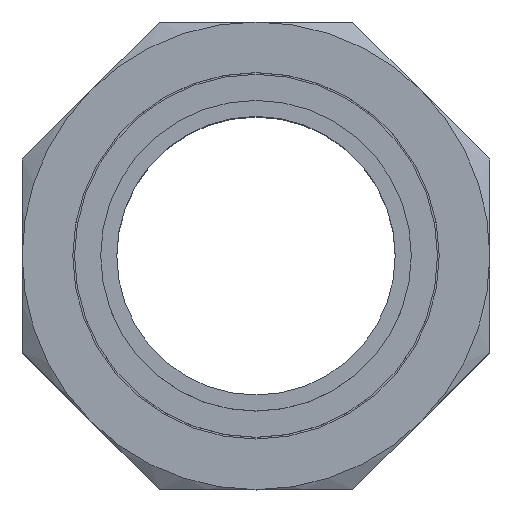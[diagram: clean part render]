
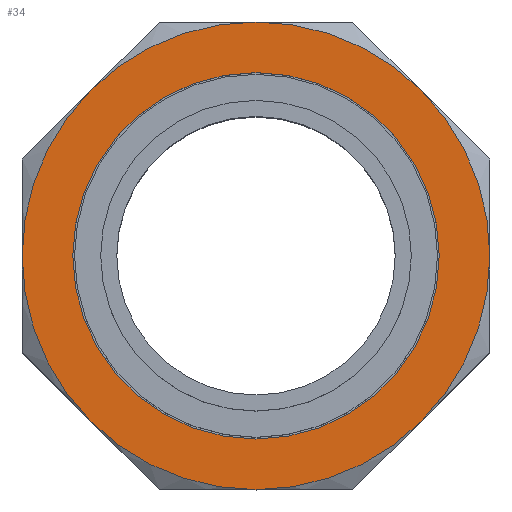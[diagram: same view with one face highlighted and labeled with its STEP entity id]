
A CAD part, top view. The second image highlights one B-rep face of the part: STEP entity #34.
In plain terms, the highlighted planar face has unit normal (0, 0, 1).
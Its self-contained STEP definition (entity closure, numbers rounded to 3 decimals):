
#4 = EDGE_LOOP ( 'NONE', ( #5, #6 ) ) ;
#5 = ORIENTED_EDGE ( 'NONE', *, *, #33, .F. ) ;
#6 = ORIENTED_EDGE ( 'NONE', *, *, #2317, .F. ) ;
#7 = EDGE_LOOP ( 'NONE', ( #13, #14, #44, #45, #46, #25, #26, #2463 ) ) ;
#13 = ORIENTED_EDGE ( 'NONE', *, *, #2303, .T. ) ;
#14 = ORIENTED_EDGE ( 'NONE', *, *, #2276, .T. ) ;
#25 = ORIENTED_EDGE ( 'NONE', *, *, #2285, .T. ) ;
#26 = ORIENTED_EDGE ( 'NONE', *, *, #2293, .T. ) ;
#33 = EDGE_CURVE ( 'NONE', #2315, #2316, #979, .T. ) ;
#34 = ADVANCED_FACE ( 'NONE', ( #981, #980 ), #982, .F. ) ;
#44 = ORIENTED_EDGE ( 'NONE', *, *, #2299, .T. ) ;
#45 = ORIENTED_EDGE ( 'NONE', *, *, #2351, .T. ) ;
#46 = ORIENTED_EDGE ( 'NONE', *, *, #2409, .T. ) ;
#891 = VERTEX_POINT ( 'NONE', #1687 ) ;
#975 = CARTESIAN_POINT ( 'NONE',  ( 0., 0., 13.5 ) ) ;
#976 = DIRECTION ( 'NONE',  ( 1., 0., 0. ) ) ;
#977 = DIRECTION ( 'NONE',  ( 0., 0., 1. ) ) ;
#978 = AXIS2_PLACEMENT_3D ( 'NONE', #975, #977, #976 ) ;
#979 = CIRCLE ( 'NONE', #978, 26.25 ) ;
#980 = FACE_OUTER_BOUND ( 'NONE', #7, .T. ) ;
#981 = FACE_BOUND ( 'NONE', #4, .T. ) ;
#982 = PLANE ( 'NONE',  #1001 ) ;
#985 = DIRECTION ( 'NONE',  ( -1., 0., 0. ) ) ;
#986 = DIRECTION ( 'NONE',  ( 0., 0., -1. ) ) ;
#987 = CARTESIAN_POINT ( 'NONE',  ( 0., 33.5, 13.5 ) ) ;
#1001 = AXIS2_PLACEMENT_3D ( 'NONE', #987, #986, #985 ) ;
#1687 = CARTESIAN_POINT ( 'NONE',  ( -33.5, 0., 13.5 ) ) ;
#1747 = CARTESIAN_POINT ( 'NONE',  ( 23.688, -23.688, 13.5 ) ) ;
#1756 = CARTESIAN_POINT ( 'NONE',  ( -23.688, -23.688, 13.5 ) ) ;
#1757 = DIRECTION ( 'NONE',  ( 1., 0., 0. ) ) ;
#1758 = DIRECTION ( 'NONE',  ( 0., 0., 1. ) ) ;
#1759 = CARTESIAN_POINT ( 'NONE',  ( 0., 0., 13.5 ) ) ;
#1760 = AXIS2_PLACEMENT_3D ( 'NONE', #1759, #1758, #1757 ) ;
#1761 = CIRCLE ( 'NONE', #1760, 33.5 ) ;
#1780 = DIRECTION ( 'NONE',  ( 1., 0., 0. ) ) ;
#1781 = DIRECTION ( 'NONE',  ( 0., 0., 1. ) ) ;
#1782 = AXIS2_PLACEMENT_3D ( 'NONE', #1790, #1781, #1780 ) ;
#1783 = CIRCLE ( 'NONE', #1782, 33.5 ) ;
#1790 = CARTESIAN_POINT ( 'NONE',  ( 0., 0., 13.5 ) ) ;
#1802 = CARTESIAN_POINT ( 'NONE',  ( 0., 33.5, 13.5 ) ) ;
#1803 = CARTESIAN_POINT ( 'NONE',  ( 23.688, 23.688, 13.5 ) ) ;
#1843 = AXIS2_PLACEMENT_3D ( 'NONE', #1945, #1944, #1943 ) ;
#1844 = CIRCLE ( 'NONE', #1843, 33.5 ) ;
#1858 = CARTESIAN_POINT ( 'NONE',  ( 0., 0., 13.5 ) ) ;
#1860 = DIRECTION ( 'NONE',  ( 1., 0., 0. ) ) ;
#1861 = DIRECTION ( 'NONE',  ( 0., 0., 1. ) ) ;
#1862 = CIRCLE ( 'NONE', #1912, 33.5 ) ;
#1867 = CARTESIAN_POINT ( 'NONE',  ( 33.5, 0., 13.5 ) ) ;
#1879 = DIRECTION ( 'NONE',  ( 1., 0., 0. ) ) ;
#1880 = DIRECTION ( 'NONE',  ( 0., 0., 1. ) ) ;
#1885 = DIRECTION ( 'NONE',  ( 1., 0., 0. ) ) ;
#1886 = DIRECTION ( 'NONE',  ( 0., 0., 1. ) ) ;
#1887 = CARTESIAN_POINT ( 'NONE',  ( 0., 0., 13.5 ) ) ;
#1888 = AXIS2_PLACEMENT_3D ( 'NONE', #1887, #1886, #1885 ) ;
#1889 = CIRCLE ( 'NONE', #1888, 26.25 ) ;
#1901 = CARTESIAN_POINT ( 'NONE',  ( -26.25, 0., 13.5 ) ) ;
#1902 = CARTESIAN_POINT ( 'NONE',  ( 26.25, 0., 13.5 ) ) ;
#1912 = AXIS2_PLACEMENT_3D ( 'NONE', #1858, #1880, #1879 ) ;
#1929 = DIRECTION ( 'NONE',  ( 1., 0., 0. ) ) ;
#1930 = DIRECTION ( 'NONE',  ( 0., 0., 1. ) ) ;
#1931 = CARTESIAN_POINT ( 'NONE',  ( 0., 0., 13.5 ) ) ;
#1932 = AXIS2_PLACEMENT_3D ( 'NONE', #1931, #1930, #1929 ) ;
#1933 = CIRCLE ( 'NONE', #1932, 33.5 ) ;
#1938 = CARTESIAN_POINT ( 'NONE',  ( 0., 0., 13.5 ) ) ;
#1939 = AXIS2_PLACEMENT_3D ( 'NONE', #1938, #1861, #1860 ) ;
#1940 = CIRCLE ( 'NONE', #1939, 33.5 ) ;
#1943 = DIRECTION ( 'NONE',  ( 1., 0., 0. ) ) ;
#1944 = DIRECTION ( 'NONE',  ( 0., 0., 1. ) ) ;
#1945 = CARTESIAN_POINT ( 'NONE',  ( 0., 0., 13.5 ) ) ;
#1954 = CARTESIAN_POINT ( 'NONE',  ( -23.688, 23.688, 13.5 ) ) ;
#1965 = CARTESIAN_POINT ( 'NONE',  ( 0., -33.5, 13.5 ) ) ;
#1975 = DIRECTION ( 'NONE',  ( 1., 0., 0. ) ) ;
#1976 = DIRECTION ( 'NONE',  ( 0., 0., 1. ) ) ;
#1977 = CARTESIAN_POINT ( 'NONE',  ( 0., 0., 13.5 ) ) ;
#1978 = AXIS2_PLACEMENT_3D ( 'NONE', #1977, #1976, #1975 ) ;
#1979 = CIRCLE ( 'NONE', #1978, 33.5 ) ;
#2227 = CIRCLE ( 'NONE', #2231, 33.5 ) ;
#2228 = DIRECTION ( 'NONE',  ( 1., 0., 0. ) ) ;
#2229 = DIRECTION ( 'NONE',  ( 0., 0., 1. ) ) ;
#2230 = CARTESIAN_POINT ( 'NONE',  ( 0., 0., 13.5 ) ) ;
#2231 = AXIS2_PLACEMENT_3D ( 'NONE', #2230, #2229, #2228 ) ;
#2269 = VERTEX_POINT ( 'NONE', #1756 ) ;
#2276 = EDGE_CURVE ( 'NONE', #2280, #2282, #1761, .T. ) ;
#2277 = VERTEX_POINT ( 'NONE', #1747 ) ;
#2280 = VERTEX_POINT ( 'NONE', #1803 ) ;
#2282 = VERTEX_POINT ( 'NONE', #1802 ) ;
#2285 = EDGE_CURVE ( 'NONE', #2269, #2297, #1783, .T. ) ;
#2293 = EDGE_CURVE ( 'NONE', #2297, #2277, #1862, .T. ) ;
#2297 = VERTEX_POINT ( 'NONE', #1965 ) ;
#2299 = EDGE_CURVE ( 'NONE', #2282, #2334, #1940, .T. ) ;
#2303 = EDGE_CURVE ( 'NONE', #2344, #2280, #1844, .T. ) ;
#2315 = VERTEX_POINT ( 'NONE', #1902 ) ;
#2316 = VERTEX_POINT ( 'NONE', #1901 ) ;
#2317 = EDGE_CURVE ( 'NONE', #2316, #2315, #1889, .T. ) ;
#2334 = VERTEX_POINT ( 'NONE', #1954 ) ;
#2342 = EDGE_CURVE ( 'NONE', #2277, #2344, #1979, .T. ) ;
#2344 = VERTEX_POINT ( 'NONE', #1867 ) ;
#2351 = EDGE_CURVE ( 'NONE', #2334, #891, #1933, .T. ) ;
#2409 = EDGE_CURVE ( 'NONE', #891, #2269, #2227, .T. ) ;
#2463 = ORIENTED_EDGE ( 'NONE', *, *, #2342, .T. ) ;
